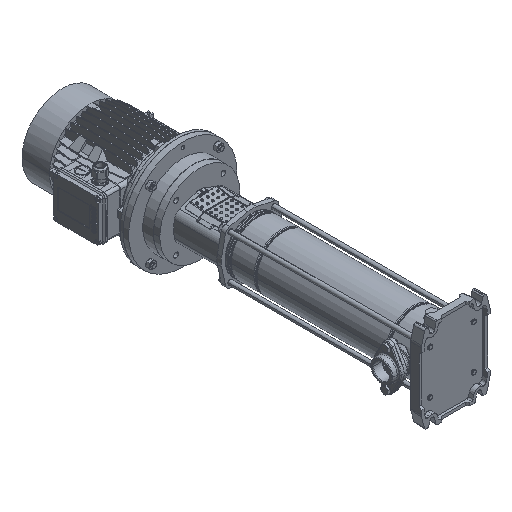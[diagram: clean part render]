
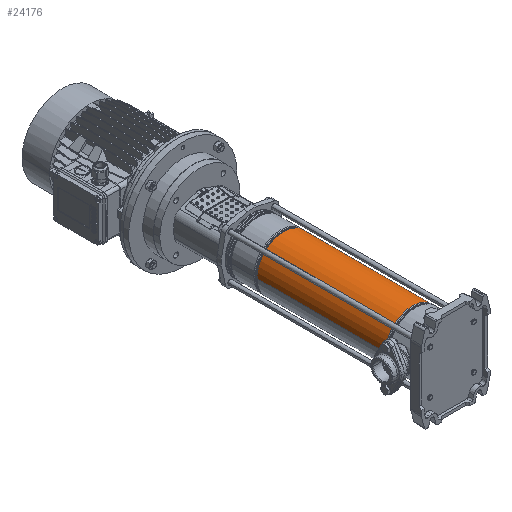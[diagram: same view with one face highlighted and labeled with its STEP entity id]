
A CAD part, isometric view. The second image highlights one B-rep face of the part: STEP entity #24176.
In plain terms, the highlighted cylindrical face has radius 74.9 mm (diameter 149.8 mm), a partial arc.
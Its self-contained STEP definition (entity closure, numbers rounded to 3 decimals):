
#1906 = EDGE_CURVE ( 'NONE', #14225, #2190, #56719, .T. ) ;
#2180 = ORIENTED_EDGE ( 'NONE', *, *, #8554, .T. ) ;
#2190 = VERTEX_POINT ( 'NONE', #54547 ) ;
#4407 = ORIENTED_EDGE ( 'NONE', *, *, #70611, .T. ) ;
#5999 = DIRECTION ( 'NONE',  ( 1., 0., 0. ) ) ;
#8209 = LINE ( 'NONE', #80025, #16300 ) ;
#8554 = EDGE_CURVE ( 'NONE', #46405, #2190, #17800, .T. ) ;
#9795 = CARTESIAN_POINT ( 'NONE',  ( 0., 0., 0. ) ) ;
#11102 = EDGE_CURVE ( 'NONE', #14225, #56041, #51594, .T. ) ;
#11241 = CARTESIAN_POINT ( 'NONE',  ( 74.9, 0., 0. ) ) ;
#14225 = VERTEX_POINT ( 'NONE', #83811 ) ;
#16300 = VECTOR ( 'NONE', #73642, 1000. ) ;
#17800 = CIRCLE ( 'NONE', #40947, 74.9 ) ;
#22530 = CYLINDRICAL_SURFACE ( 'NONE', #57255, 74.9 ) ;
#23385 = CARTESIAN_POINT ( 'NONE',  ( 0., 0., 442.721 ) ) ;
#24176 = ADVANCED_FACE ( 'NONE', ( #68428 ), #22530, .T. ) ;
#25663 = DIRECTION ( 'NONE',  ( 0., 0., -1. ) ) ;
#32278 = ORIENTED_EDGE ( 'NONE', *, *, #11102, .T. ) ;
#37437 = CARTESIAN_POINT ( 'NONE',  ( 0., 0., 86.779 ) ) ;
#40863 = DIRECTION ( 'NONE',  ( -1., 0., 0. ) ) ;
#40947 = AXIS2_PLACEMENT_3D ( 'NONE', #37437, #63812, #5999 ) ;
#42525 = CARTESIAN_POINT ( 'NONE',  ( -74.9, 0., 86.779 ) ) ;
#43697 = CARTESIAN_POINT ( 'NONE',  ( -74.9, 0., 442.721 ) ) ;
#46405 = VERTEX_POINT ( 'NONE', #42525 ) ;
#48910 = DIRECTION ( 'NONE',  ( 1., 0., 0. ) ) ;
#51594 = CIRCLE ( 'NONE', #81434, 74.9 ) ;
#54547 = CARTESIAN_POINT ( 'NONE',  ( 74.9, 0., 86.779 ) ) ;
#56041 = VERTEX_POINT ( 'NONE', #43697 ) ;
#56719 = LINE ( 'NONE', #11241, #75174 ) ;
#57255 = AXIS2_PLACEMENT_3D ( 'NONE', #9795, #74820, #40863 ) ;
#58131 = EDGE_LOOP ( 'NONE', ( #58575, #32278, #4407, #2180 ) ) ;
#58575 = ORIENTED_EDGE ( 'NONE', *, *, #1906, .F. ) ;
#63812 = DIRECTION ( 'NONE',  ( 0., 0., 1. ) ) ;
#68428 = FACE_OUTER_BOUND ( 'NONE', #58131, .T. ) ;
#70611 = EDGE_CURVE ( 'NONE', #56041, #46405, #8209, .T. ) ;
#73642 = DIRECTION ( 'NONE',  ( 0., 0., -1. ) ) ;
#74820 = DIRECTION ( 'NONE',  ( 0., 0., -1. ) ) ;
#74839 = DIRECTION ( 'NONE',  ( 0., 0., -1. ) ) ;
#75174 = VECTOR ( 'NONE', #25663, 1000. ) ;
#80025 = CARTESIAN_POINT ( 'NONE',  ( -74.9, 0., 0. ) ) ;
#81434 = AXIS2_PLACEMENT_3D ( 'NONE', #23385, #74839, #48910 ) ;
#83811 = CARTESIAN_POINT ( 'NONE',  ( 74.9, 0., 442.721 ) ) ;
